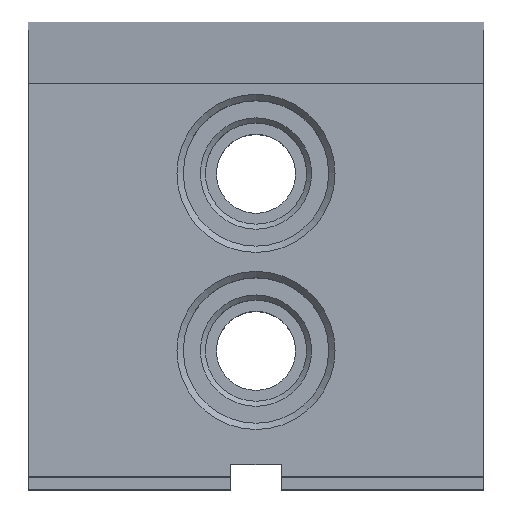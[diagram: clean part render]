
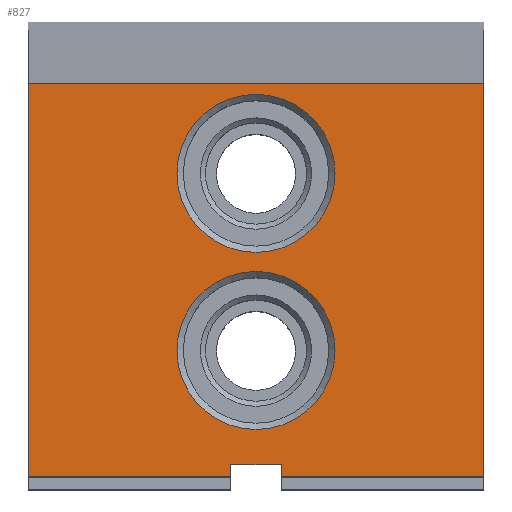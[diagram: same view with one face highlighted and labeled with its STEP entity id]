
A CAD part, top view. The second image highlights one B-rep face of the part: STEP entity #827.
In plain terms, the highlighted planar face has unit normal (0, 0, 1).
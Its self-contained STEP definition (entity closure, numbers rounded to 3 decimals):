
#827 = ADVANCED_FACE( '', ( #1691, #1692, #1693 ), #1694, .F. );
#1691 = FACE_BOUND( '', #2576, .T. );
#1692 = FACE_BOUND( '', #2577, .T. );
#1693 = FACE_OUTER_BOUND( '', #2578, .T. );
#1694 = PLANE( '', #2579 );
#2576 = EDGE_LOOP( '', ( #4860 ) );
#2577 = EDGE_LOOP( '', ( #4861 ) );
#2578 = EDGE_LOOP( '', ( #4862, #4863, #4864, #4865, #4866, #4867, #4868, #4869 ) );
#2579 = AXIS2_PLACEMENT_3D( '', #4870, #4871, #4872 );
#4860 = ORIENTED_EDGE( '', *, *, #5694, .T. );
#4861 = ORIENTED_EDGE( '', *, *, #5784, .T. );
#4862 = ORIENTED_EDGE( '', *, *, #6307, .F. );
#4863 = ORIENTED_EDGE( '', *, *, #5456, .T. );
#4864 = ORIENTED_EDGE( '', *, *, #6270, .T. );
#4865 = ORIENTED_EDGE( '', *, *, #5959, .T. );
#4866 = ORIENTED_EDGE( '', *, *, #5537, .F. );
#4867 = ORIENTED_EDGE( '', *, *, #5508, .F. );
#4868 = ORIENTED_EDGE( '', *, *, #5668, .F. );
#4869 = ORIENTED_EDGE( '', *, *, #5499, .F. );
#4870 = CARTESIAN_POINT( '', ( -36., 37., 40. ) );
#4871 = DIRECTION( '', ( 0., 0., -1. ) );
#4872 = DIRECTION( '', ( -1., 0., 0. ) );
#5456 = EDGE_CURVE( '', #6579, #6577, #6580, .T. );
#5499 = EDGE_CURVE( '', #6652, #6654, #6655, .T. );
#5508 = EDGE_CURVE( '', #6669, #6671, #6672, .T. );
#5537 = EDGE_CURVE( '', #6671, #6719, #6720, .T. );
#5668 = EDGE_CURVE( '', #6654, #6669, #6944, .T. );
#5694 = EDGE_CURVE( '', #6987, #6987, #6988, .T. );
#5784 = EDGE_CURVE( '', #7139, #7139, #7140, .T. );
#5959 = EDGE_CURVE( '', #7414, #6719, #7415, .T. );
#6270 = EDGE_CURVE( '', #6577, #7414, #7843, .T. );
#6307 = EDGE_CURVE( '', #6579, #6652, #7884, .T. );
#6577 = VERTEX_POINT( '', #8227 );
#6579 = VERTEX_POINT( '', #8230 );
#6580 = LINE( '', #8231, #8232 );
#6652 = VERTEX_POINT( '', #8336 );
#6654 = VERTEX_POINT( '', #8339 );
#6655 = LINE( '', #8340, #8341 );
#6669 = VERTEX_POINT( '', #8361 );
#6671 = VERTEX_POINT( '', #8364 );
#6672 = LINE( '', #8365, #8366 );
#6719 = VERTEX_POINT( '', #8432 );
#6720 = LINE( '', #8433, #8434 );
#6944 = LINE( '', #8758, #8759 );
#6987 = VERTEX_POINT( '', #8820 );
#6988 = CIRCLE( '', #8821, 12.5 );
#7139 = VERTEX_POINT( '', #9037 );
#7140 = CIRCLE( '', #9038, 12.5 );
#7414 = VERTEX_POINT( '', #9437 );
#7415 = LINE( '', #9438, #9439 );
#7843 = LINE( '', #10090, #10091 );
#7884 = LINE( '', #10152, #10153 );
#8227 = CARTESIAN_POINT( '', ( 36., 27.25, 40. ) );
#8230 = CARTESIAN_POINT( '', ( 36., -35., 40. ) );
#8231 = CARTESIAN_POINT( '', ( 36., -37., 40. ) );
#8232 = VECTOR( '', #10464, 1000. );
#8336 = CARTESIAN_POINT( '', ( 4., -35., 40. ) );
#8339 = CARTESIAN_POINT( '', ( 4., -33., 40. ) );
#8340 = CARTESIAN_POINT( '', ( 4., -37., 40. ) );
#8341 = VECTOR( '', #10498, 1000. );
#8361 = CARTESIAN_POINT( '', ( -4., -33., 40. ) );
#8364 = CARTESIAN_POINT( '', ( -4., -35., 40. ) );
#8365 = CARTESIAN_POINT( '', ( -4., -33., 40. ) );
#8366 = VECTOR( '', #10506, 1000. );
#8432 = CARTESIAN_POINT( '', ( -36., -35., 40. ) );
#8433 = CARTESIAN_POINT( '', ( 36., -35., 40. ) );
#8434 = VECTOR( '', #10532, 1000. );
#8758 = CARTESIAN_POINT( '', ( 4., -33., 40. ) );
#8759 = VECTOR( '', #10639, 1000. );
#8820 = CARTESIAN_POINT( '', ( -12.5, 13., 40. ) );
#8821 = AXIS2_PLACEMENT_3D( '', #10661, #10662, #10663 );
#9037 = CARTESIAN_POINT( '', ( -12.5, -15., 40. ) );
#9038 = AXIS2_PLACEMENT_3D( '', #10738, #10739, #10740 );
#9437 = CARTESIAN_POINT( '', ( -36., 27.25, 40. ) );
#9438 = CARTESIAN_POINT( '', ( -36., 37., 40. ) );
#9439 = VECTOR( '', #10881, 1000. );
#10090 = CARTESIAN_POINT( '', ( 36., 27.25, 40. ) );
#10091 = VECTOR( '', #11129, 1000. );
#10152 = CARTESIAN_POINT( '', ( 36., -35., 40. ) );
#10153 = VECTOR( '', #11153, 1000. );
#10464 = DIRECTION( '', ( 0., 1., 0. ) );
#10498 = DIRECTION( '', ( 0., 1., 0. ) );
#10506 = DIRECTION( '', ( 0., -1., 0. ) );
#10532 = DIRECTION( '', ( -1., 0., 0. ) );
#10639 = DIRECTION( '', ( -1., 0., 0. ) );
#10661 = CARTESIAN_POINT( '', ( 0., 13., 40. ) );
#10662 = DIRECTION( '', ( 0., 0., -1. ) );
#10663 = DIRECTION( '', ( -1., 0., 0. ) );
#10738 = CARTESIAN_POINT( '', ( 0., -15., 40. ) );
#10739 = DIRECTION( '', ( 0., 0., -1. ) );
#10740 = DIRECTION( '', ( -1., 0., 0. ) );
#10881 = DIRECTION( '', ( 0., -1., 0. ) );
#11129 = DIRECTION( '', ( -1., 0., 0. ) );
#11153 = DIRECTION( '', ( -1., 0., 0. ) );
